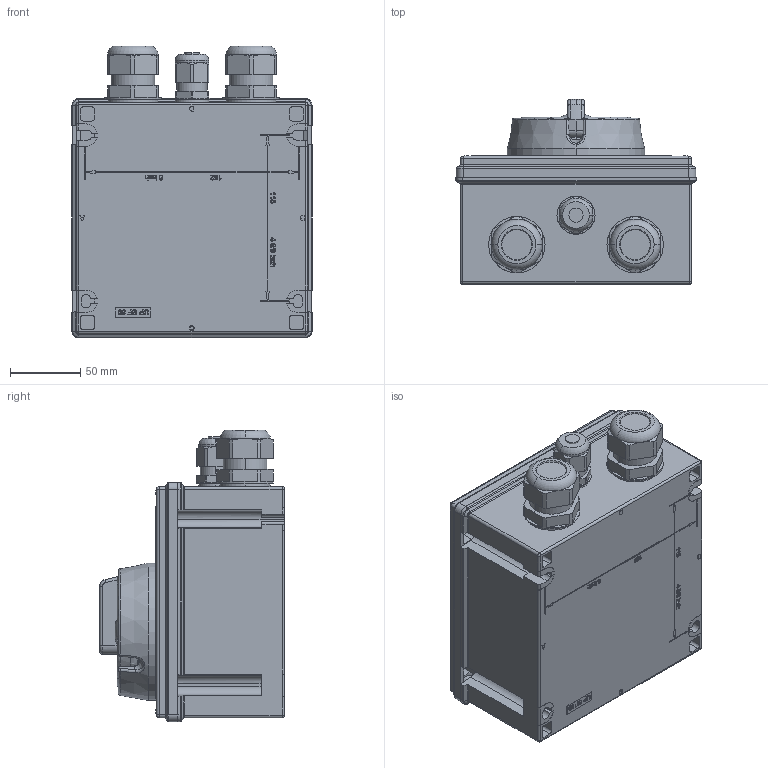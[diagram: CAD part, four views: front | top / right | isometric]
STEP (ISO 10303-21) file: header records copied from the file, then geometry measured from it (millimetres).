
FILE_DESCRIPTION (( 'STEP AP214' ), '1' );
FILE_NAME ('8146_5-V37-304-50-0010-ap214.STEP', '2016-12-13T08:41:57', ( '' ), ( '' ), 'SwSTEP 2.0', 'SolidWorks 2016', '' );
FILE_SCHEMA (( 'AUTOMOTIVE_DESIGN' ));
Length unit declared in the file: millimetre
Products named in the file (1): 8146_5-V37-304-50-0010-ap214
Bounding box: 170.5 x 131.31 x 207.21 mm (x, y, z)
Volume: 2753094.4 mm3; surface area: 302182.7 mm2
Topology: 31 solids, 31 shells, 3063 faces, 7992 edges, 5025 vertices
Faces by surface type: plane 1142, cylinder 665, cone 529, bspline 396, torus 303, sphere 28
Entity records: 110770 total; most frequent: CARTESIAN_POINT 37075, ORIENTED_EDGE 15824, DIRECTION 14718, EDGE_CURVE 7912, AXIS2_PLACEMENT_3D 5303, VERTEX_POINT 5025, VECTOR 4112, LINE 4112
